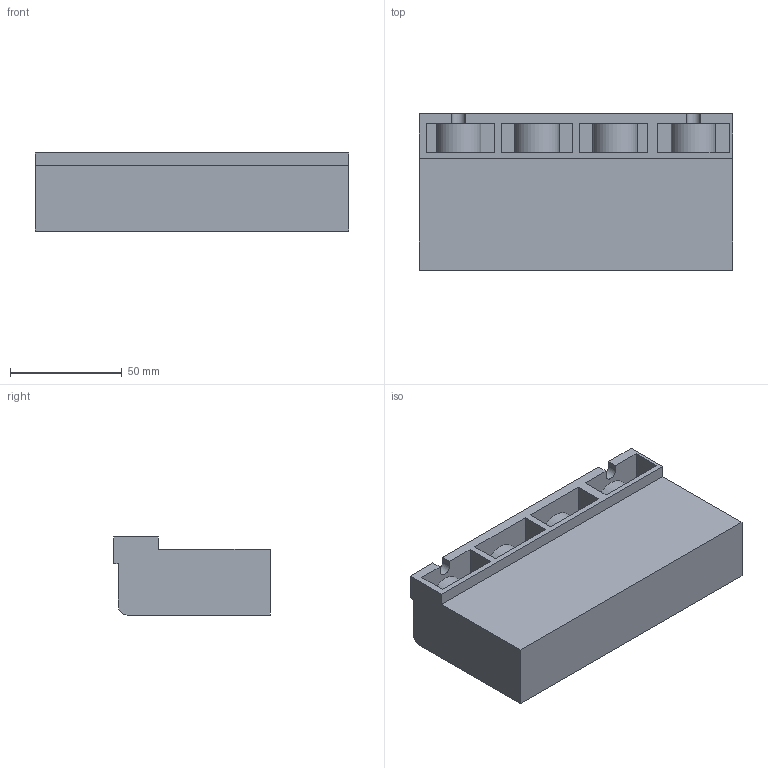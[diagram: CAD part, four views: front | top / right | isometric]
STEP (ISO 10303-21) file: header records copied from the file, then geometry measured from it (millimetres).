
FILE_DESCRIPTION(('CATIA V5 STEP Exchange'),'2;1');
FILE_NAME('1SDH001295R0518_1PA_001_00_XT3_4P_PLUG-IN_BASETTA_INF.stp','2014-11-11T15:31:01+00:00',('none'),('none'),'CATIA Version 5 Release 20 SP 1 (IN-10)','CATIA V5 STEP AP214','none');
FILE_SCHEMA(('AUTOMOTIVE_DESIGN { 1 0 10303 214 1 1 1 1 }'));
Length unit declared in the file: millimetre
Products named in the file (1): 1SDH001295R0518_1PA_001_00_XT3_4P_PLUG-IN_BASETTA_INF
Bounding box: 140 x 70 x 34.9 mm (x, y, z)
Volume: 146160.7 mm3; surface area: 56904.4 mm2
Topology: 1 solids, 1 shells, 149 faces, 435 edges, 290 vertices
Faces by surface type: plane 126, cylinder 23
Entity records: 4558 total; most frequent: ORIENTED_EDGE 870, CARTESIAN_POINT 813, DIRECTION 609, EDGE_CURVE 435, VECTOR 381, LINE 381, VERTEX_POINT 290, EDGE_LOOP 159
